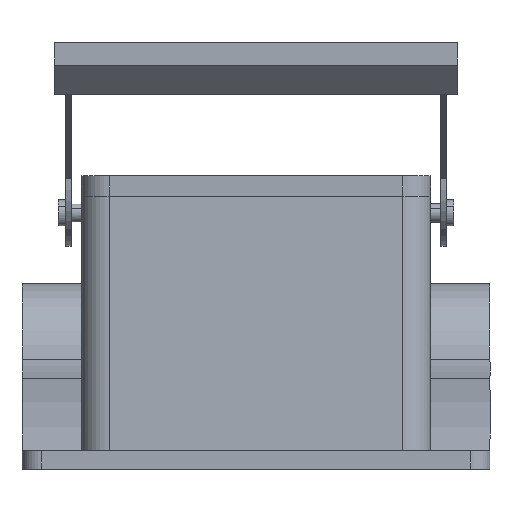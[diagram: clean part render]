
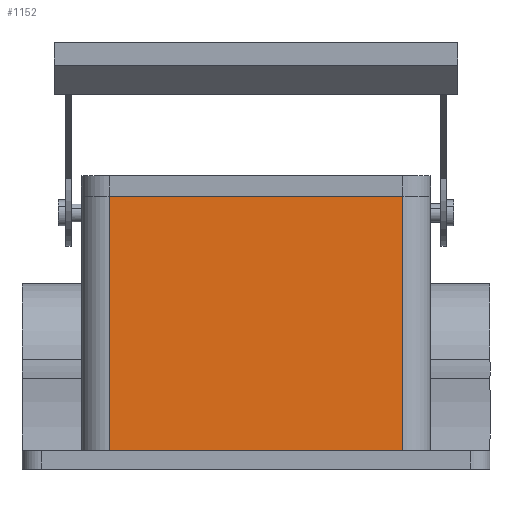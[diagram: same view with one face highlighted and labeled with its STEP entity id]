
A CAD part, left-side view. The second image highlights one B-rep face of the part: STEP entity #1152.
In plain terms, the highlighted planar face has unit normal (-1, 0, 0.03).
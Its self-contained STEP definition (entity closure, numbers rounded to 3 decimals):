
#1125=AXIS2_PLACEMENT_3D('Plane Axis2P3D',#1122,#1123,#1124) ;
#157=CARTESIAN_POINT('Line Origine',(18.75,63.,73.5)) ;
#161=CARTESIAN_POINT('Vertex',(18.75,102.5,73.5)) ;
#163=CARTESIAN_POINT('Vertex',(18.75,23.5,73.5)) ;
#1122=CARTESIAN_POINT('Axis2P3D Location',(18.75,63.,73.5)) ;
#1127=CARTESIAN_POINT('Line Origine',(17.704,23.5,39.25)) ;
#1131=CARTESIAN_POINT('Vertex',(16.657,23.5,5.)) ;
#1134=CARTESIAN_POINT('Line Origine',(17.704,102.5,39.25)) ;
#1138=CARTESIAN_POINT('Vertex',(16.657,102.5,5.)) ;
#1141=CARTESIAN_POINT('Line Origine',(16.657,63.,5.)) ;
#158=DIRECTION('Vector Direction',(0.,1.,0.)) ;
#1123=DIRECTION('Axis2P3D Direction',(-1.,0.,0.031)) ;
#1124=DIRECTION('Axis2P3D XDirection',(0.,1.,0.)) ;
#1128=DIRECTION('Vector Direction',(-0.031,0.,-1.)) ;
#1135=DIRECTION('Vector Direction',(-0.031,0.,-1.)) ;
#1142=DIRECTION('Vector Direction',(0.,1.,0.)) ;
#159=VECTOR('Line Direction',#158,1.) ;
#1129=VECTOR('Line Direction',#1128,1.) ;
#1136=VECTOR('Line Direction',#1135,1.) ;
#1143=VECTOR('Line Direction',#1142,1.) ;
#1147=ORIENTED_EDGE('',*,*,#1133,.F.) ;
#1148=ORIENTED_EDGE('',*,*,#165,.F.) ;
#1149=ORIENTED_EDGE('',*,*,#1140,.F.) ;
#1150=ORIENTED_EDGE('',*,*,#1145,.F.) ;
#1152=ADVANCED_FACE('Housing',(#1151),#1126,.T.) ;
#165=EDGE_CURVE('',#162,#164,#160,.F.) ;
#1133=EDGE_CURVE('',#164,#1132,#1130,.T.) ;
#1140=EDGE_CURVE('',#1139,#162,#1137,.F.) ;
#1145=EDGE_CURVE('',#1132,#1139,#1144,.T.) ;
#1146=EDGE_LOOP('',(#1147,#1148,#1149,#1150)) ;
#1151=FACE_OUTER_BOUND('',#1146,.T.) ;
#160=LINE('Line',#157,#159) ;
#1130=LINE('Line',#1127,#1129) ;
#1137=LINE('Line',#1134,#1136) ;
#1144=LINE('Line',#1141,#1143) ;
#1126=PLANE('',#1125) ;
#162=VERTEX_POINT('',#161) ;
#164=VERTEX_POINT('',#163) ;
#1132=VERTEX_POINT('',#1131) ;
#1139=VERTEX_POINT('',#1138) ;
